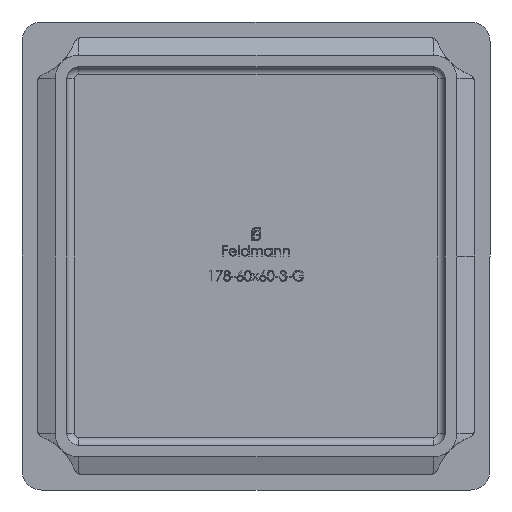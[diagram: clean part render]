
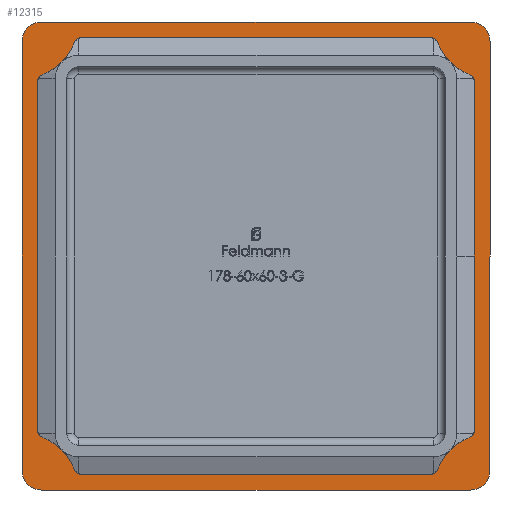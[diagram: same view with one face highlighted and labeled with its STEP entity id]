
A CAD part, front view. The second image highlights one B-rep face of the part: STEP entity #12315.
In plain terms, the highlighted planar face has unit normal (0, -1, 0).
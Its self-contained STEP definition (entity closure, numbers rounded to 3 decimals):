
#85 = CARTESIAN_POINT ( 'NONE',  ( -27.5, 0., -30. ) ) ;
#166 = VECTOR ( 'NONE', #6016, 1000. ) ;
#676 = EDGE_CURVE ( 'NONE', #18120, #4848, #15385, .T. ) ;
#686 = VERTEX_POINT ( 'NONE', #9355 ) ;
#793 = FACE_BOUND ( 'NONE', #13195, .T. ) ;
#823 = CIRCLE ( 'NONE', #15546, 2.5 ) ;
#1122 = VECTOR ( 'NONE', #22568, 1000. ) ;
#1214 = DIRECTION ( 'NONE',  ( 0., -1., 0. ) ) ;
#1308 = VERTEX_POINT ( 'NONE', #14142 ) ;
#1331 = DIRECTION ( 'NONE',  ( 0., -1., 0. ) ) ;
#1363 = DIRECTION ( 'NONE',  ( -1., 0., 0. ) ) ;
#1482 = CARTESIAN_POINT ( 'NONE',  ( -30., 0., -30. ) ) ;
#1599 = CARTESIAN_POINT ( 'NONE',  ( -22.75, 0., 25.75 ) ) ;
#1601 = VERTEX_POINT ( 'NONE', #13957 ) ;
#1693 = EDGE_CURVE ( 'NONE', #19879, #3014, #1801, .T. ) ;
#1723 = CARTESIAN_POINT ( 'NONE',  ( -27.5, 0., -27.5 ) ) ;
#1801 = LINE ( 'NONE', #3593, #13691 ) ;
#1931 = AXIS2_PLACEMENT_3D ( 'NONE', #1723, #6836, #6768 ) ;
#2167 = CARTESIAN_POINT ( 'NONE',  ( 25.75, 0., 22.75 ) ) ;
#2260 = VECTOR ( 'NONE', #6637, 1000. ) ;
#2411 = ORIENTED_EDGE ( 'NONE', *, *, #21449, .F. ) ;
#2416 = VECTOR ( 'NONE', #16311, 1000. ) ;
#2474 = LINE ( 'NONE', #4865, #1122 ) ;
#2766 = VECTOR ( 'NONE', #20418, 1000. ) ;
#3014 = VERTEX_POINT ( 'NONE', #15613 ) ;
#3417 = CIRCLE ( 'NONE', #22735, 3. ) ;
#3541 = VERTEX_POINT ( 'NONE', #9201 ) ;
#3593 = CARTESIAN_POINT ( 'NONE',  ( -25.75, 0., 22.75 ) ) ;
#4150 = AXIS2_PLACEMENT_3D ( 'NONE', #22298, #1331, #8235 ) ;
#4403 = EDGE_CURVE ( 'NONE', #14235, #19697, #12266, .T. ) ;
#4527 = VECTOR ( 'NONE', #11996, 1000. ) ;
#4848 = VERTEX_POINT ( 'NONE', #8428 ) ;
#4865 = CARTESIAN_POINT ( 'NONE',  ( 30., 0., -30. ) ) ;
#5138 = VERTEX_POINT ( 'NONE', #9874 ) ;
#5287 = ORIENTED_EDGE ( 'NONE', *, *, #21511, .F. ) ;
#5312 = EDGE_CURVE ( 'NONE', #686, #19697, #22736, .T. ) ;
#5662 = EDGE_CURVE ( 'NONE', #16731, #10941, #10030, .T. ) ;
#5773 = CARTESIAN_POINT ( 'NONE',  ( 22.75, 0., -22.75 ) ) ;
#6016 = DIRECTION ( 'NONE',  ( 0., 0., 1. ) ) ;
#6252 = LINE ( 'NONE', #12949, #166 ) ;
#6637 = DIRECTION ( 'NONE',  ( 1., 0., 0. ) ) ;
#6768 = DIRECTION ( 'NONE',  ( 0., 0., 1. ) ) ;
#6836 = DIRECTION ( 'NONE',  ( 0., -1., 0. ) ) ;
#6922 = CARTESIAN_POINT ( 'NONE',  ( -22.75, 0., 22.75 ) ) ;
#6930 = LINE ( 'NONE', #11456, #2766 ) ;
#7067 = ORIENTED_EDGE ( 'NONE', *, *, #22777, .T. ) ;
#7106 = ORIENTED_EDGE ( 'NONE', *, *, #15612, .F. ) ;
#7231 = EDGE_CURVE ( 'NONE', #3014, #1601, #18804, .T. ) ;
#7506 = VERTEX_POINT ( 'NONE', #21681 ) ;
#7561 = DIRECTION ( 'NONE',  ( 0., 0., -1. ) ) ;
#7760 = ORIENTED_EDGE ( 'NONE', *, *, #1693, .F. ) ;
#8207 = CARTESIAN_POINT ( 'NONE',  ( 27.5, 0., -27.5 ) ) ;
#8235 = DIRECTION ( 'NONE',  ( 0., 0., 1. ) ) ;
#8350 = VERTEX_POINT ( 'NONE', #8802 ) ;
#8428 = CARTESIAN_POINT ( 'NONE',  ( 22.75, 0., 25.75 ) ) ;
#8476 = DIRECTION ( 'NONE',  ( 0., 0., 1. ) ) ;
#8802 = CARTESIAN_POINT ( 'NONE',  ( -27.5, 0., 30. ) ) ;
#8929 = DIRECTION ( 'NONE',  ( 0., 0., 1. ) ) ;
#9035 = VERTEX_POINT ( 'NONE', #14428 ) ;
#9059 = CIRCLE ( 'NONE', #10108, 2.5 ) ;
#9201 = CARTESIAN_POINT ( 'NONE',  ( -22.75, 0., 25.75 ) ) ;
#9347 = ORIENTED_EDGE ( 'NONE', *, *, #18185, .F. ) ;
#9355 = CARTESIAN_POINT ( 'NONE',  ( -30., 0., -27.5 ) ) ;
#9475 = EDGE_LOOP ( 'NONE', ( #22085, #7067, #5287, #16440, #2411, #10395, #19424, #18835 ) ) ;
#9564 = AXIS2_PLACEMENT_3D ( 'NONE', #12903, #18303, #16544 ) ;
#9874 = CARTESIAN_POINT ( 'NONE',  ( 30., 0., 27.5 ) ) ;
#10030 = CIRCLE ( 'NONE', #19825, 3. ) ;
#10108 = AXIS2_PLACEMENT_3D ( 'NONE', #18744, #1214, #8476 ) ;
#10363 = ORIENTED_EDGE ( 'NONE', *, *, #13892, .F. ) ;
#10395 = ORIENTED_EDGE ( 'NONE', *, *, #11162, .T. ) ;
#10581 = CIRCLE ( 'NONE', #13437, 2.5 ) ;
#10763 = EDGE_CURVE ( 'NONE', #10941, #18120, #15686, .T. ) ;
#10941 = VERTEX_POINT ( 'NONE', #11267 ) ;
#11162 = EDGE_CURVE ( 'NONE', #8350, #7506, #9059, .T. ) ;
#11172 = DIRECTION ( 'NONE',  ( 0., -1., 0. ) ) ;
#11267 = CARTESIAN_POINT ( 'NONE',  ( 25.75, 0., -22.75 ) ) ;
#11446 = DIRECTION ( 'NONE',  ( 0., 0., 1. ) ) ;
#11456 = CARTESIAN_POINT ( 'NONE',  ( -30., 0., 30. ) ) ;
#11996 = DIRECTION ( 'NONE',  ( -1., 0., 0. ) ) ;
#12266 = LINE ( 'NONE', #1482, #4527 ) ;
#12315 = ADVANCED_FACE ( 'NONE', ( #793, #17904 ), #20089, .F. ) ;
#12386 = ORIENTED_EDGE ( 'NONE', *, *, #7231, .F. ) ;
#12775 = LINE ( 'NONE', #17208, #2260 ) ;
#12903 = CARTESIAN_POINT ( 'NONE',  ( 22.75, 0., 22.75 ) ) ;
#12949 = CARTESIAN_POINT ( 'NONE',  ( -30., 0., -30. ) ) ;
#13195 = EDGE_LOOP ( 'NONE', ( #10363, #21028, #18266, #15234, #9347, #12386, #7760, #7106 ) ) ;
#13212 = CARTESIAN_POINT ( 'NONE',  ( 0., 0., 0. ) ) ;
#13252 = CARTESIAN_POINT ( 'NONE',  ( -25.75, 0., 22.75 ) ) ;
#13437 = AXIS2_PLACEMENT_3D ( 'NONE', #17719, #19483, #8929 ) ;
#13691 = VECTOR ( 'NONE', #16131, 1000. ) ;
#13719 = DIRECTION ( 'NONE',  ( 0., 0., 1. ) ) ;
#13892 = EDGE_CURVE ( 'NONE', #4848, #3541, #14280, .T. ) ;
#13957 = CARTESIAN_POINT ( 'NONE',  ( -22.75, 0., -25.75 ) ) ;
#14142 = CARTESIAN_POINT ( 'NONE',  ( 30., 0., -27.5 ) ) ;
#14235 = VERTEX_POINT ( 'NONE', #22003 ) ;
#14280 = LINE ( 'NONE', #1599, #18418 ) ;
#14428 = CARTESIAN_POINT ( 'NONE',  ( 27.5, 0., 30. ) ) ;
#15234 = ORIENTED_EDGE ( 'NONE', *, *, #5662, .F. ) ;
#15260 = EDGE_CURVE ( 'NONE', #686, #7506, #6252, .T. ) ;
#15385 = CIRCLE ( 'NONE', #9564, 3. ) ;
#15546 = AXIS2_PLACEMENT_3D ( 'NONE', #8207, #22044, #11446 ) ;
#15612 = EDGE_CURVE ( 'NONE', #3541, #19879, #3417, .T. ) ;
#15613 = CARTESIAN_POINT ( 'NONE',  ( -25.75, 0., -22.75 ) ) ;
#15686 = LINE ( 'NONE', #2167, #2416 ) ;
#16131 = DIRECTION ( 'NONE',  ( 0., 0., -1. ) ) ;
#16311 = DIRECTION ( 'NONE',  ( 0., 0., 1. ) ) ;
#16440 = ORIENTED_EDGE ( 'NONE', *, *, #16736, .T. ) ;
#16544 = DIRECTION ( 'NONE',  ( 0., 0., 1. ) ) ;
#16661 = AXIS2_PLACEMENT_3D ( 'NONE', #13212, #20013, #22119 ) ;
#16731 = VERTEX_POINT ( 'NONE', #22823 ) ;
#16736 = EDGE_CURVE ( 'NONE', #5138, #9035, #10581, .T. ) ;
#17208 = CARTESIAN_POINT ( 'NONE',  ( -22.75, 0., -25.75 ) ) ;
#17719 = CARTESIAN_POINT ( 'NONE',  ( 27.5, 0., 27.5 ) ) ;
#17904 = FACE_OUTER_BOUND ( 'NONE', #9475, .T. ) ;
#18120 = VERTEX_POINT ( 'NONE', #18962 ) ;
#18185 = EDGE_CURVE ( 'NONE', #1601, #16731, #12775, .T. ) ;
#18266 = ORIENTED_EDGE ( 'NONE', *, *, #10763, .F. ) ;
#18303 = DIRECTION ( 'NONE',  ( 0., -1., 0. ) ) ;
#18418 = VECTOR ( 'NONE', #1363, 1000. ) ;
#18744 = CARTESIAN_POINT ( 'NONE',  ( -27.5, 0., 27.5 ) ) ;
#18804 = CIRCLE ( 'NONE', #4150, 3. ) ;
#18835 = ORIENTED_EDGE ( 'NONE', *, *, #5312, .T. ) ;
#18962 = CARTESIAN_POINT ( 'NONE',  ( 25.75, 0., 22.75 ) ) ;
#19424 = ORIENTED_EDGE ( 'NONE', *, *, #15260, .F. ) ;
#19483 = DIRECTION ( 'NONE',  ( 0., -1., 0. ) ) ;
#19697 = VERTEX_POINT ( 'NONE', #85 ) ;
#19825 = AXIS2_PLACEMENT_3D ( 'NONE', #5773, #11172, #7561 ) ;
#19879 = VERTEX_POINT ( 'NONE', #13252 ) ;
#20013 = DIRECTION ( 'NONE',  ( 0., 1., 0. ) ) ;
#20089 = PLANE ( 'NONE',  #16661 ) ;
#20418 = DIRECTION ( 'NONE',  ( 1., 0., 0. ) ) ;
#20684 = DIRECTION ( 'NONE',  ( 0., -1., 0. ) ) ;
#21028 = ORIENTED_EDGE ( 'NONE', *, *, #676, .F. ) ;
#21449 = EDGE_CURVE ( 'NONE', #8350, #9035, #6930, .T. ) ;
#21511 = EDGE_CURVE ( 'NONE', #5138, #1308, #2474, .T. ) ;
#21681 = CARTESIAN_POINT ( 'NONE',  ( -30., 0., 27.5 ) ) ;
#22003 = CARTESIAN_POINT ( 'NONE',  ( 27.5, 0., -30. ) ) ;
#22044 = DIRECTION ( 'NONE',  ( 0., -1., 0. ) ) ;
#22085 = ORIENTED_EDGE ( 'NONE', *, *, #4403, .F. ) ;
#22119 = DIRECTION ( 'NONE',  ( 0., 0., 1. ) ) ;
#22298 = CARTESIAN_POINT ( 'NONE',  ( -22.75, 0., -22.75 ) ) ;
#22568 = DIRECTION ( 'NONE',  ( 0., 0., -1. ) ) ;
#22735 = AXIS2_PLACEMENT_3D ( 'NONE', #6922, #20684, #13719 ) ;
#22736 = CIRCLE ( 'NONE', #1931, 2.5 ) ;
#22777 = EDGE_CURVE ( 'NONE', #14235, #1308, #823, .T. ) ;
#22823 = CARTESIAN_POINT ( 'NONE',  ( 22.75, 0., -25.75 ) ) ;
